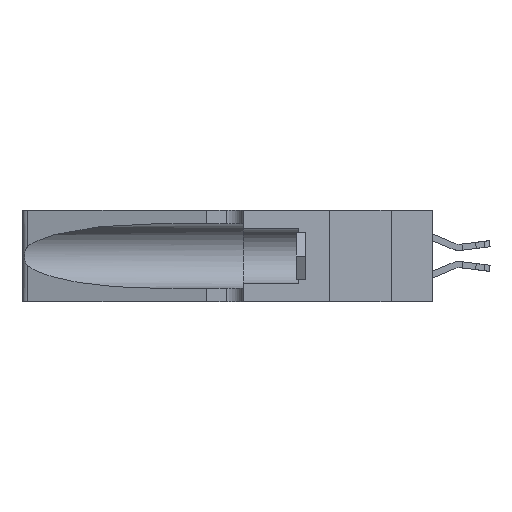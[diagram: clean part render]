
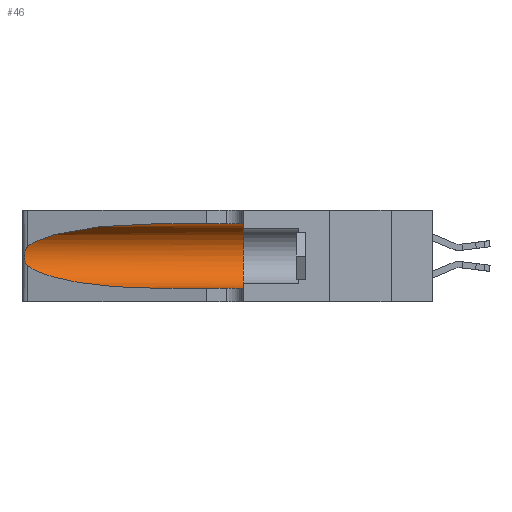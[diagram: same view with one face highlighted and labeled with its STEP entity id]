
A CAD part, left-side view. The second image highlights one B-rep face of the part: STEP entity #46.
In plain terms, the highlighted cylindrical face has radius 3.308 mm (diameter 6.617 mm), a partial arc.
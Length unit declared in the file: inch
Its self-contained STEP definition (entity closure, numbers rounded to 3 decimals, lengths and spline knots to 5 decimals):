
#46 = ADVANCED_FACE ( 'NONE', ( #20761 ), #3955, .F. ) ;
#82 = CARTESIAN_POINT ( 'NONE',  ( 0.25639, 1.23186, 0.15144 ) ) ;
#340 = CARTESIAN_POINT ( 'NONE',  ( 0.1305, 0.35, 0.185 ) ) ;
#375 = EDGE_LOOP ( 'NONE', ( #1634, #3752, #1619, #25417, #10797, #18989 ) ) ;
#472 =( BOUNDED_CURVE ( )  B_SPLINE_CURVE ( 3, ( #7824, #14128, #5654, #22397 ),
 .UNSPECIFIED., .F., .F. ) 
 B_SPLINE_CURVE_WITH_KNOTS ( ( 4, 4 ),
 ( 1.5708, 2.84003 ),
 .UNSPECIFIED. ) 
 CURVE ( )  GEOMETRIC_REPRESENTATION_ITEM ( )  RATIONAL_B_SPLINE_CURVE ( ( 1., 0.87, 0.87, 1. ) ) 
 REPRESENTATION_ITEM ( '' )  );
#1619 = ORIENTED_EDGE ( 'NONE', *, *, #14658, .T. ) ;
#1634 = ORIENTED_EDGE ( 'NONE', *, *, #6000, .T. ) ;
#1779 = LINE ( 'NONE', #23475, #12463 ) ;
#2140 = CARTESIAN_POINT ( 'NONE',  ( 0.25487, 1.22718, 0.22369 ) ) ;
#2228 = CARTESIAN_POINT ( 'NONE',  ( 0.25487, 1.22718, 0.14631 ) ) ;
#2476 = DIRECTION ( 'NONE',  ( 0., 0., 1. ) ) ;
#3252 = VERTEX_POINT ( 'NONE', #13678 ) ;
#3527 =( BOUNDED_CURVE ( )  B_SPLINE_CURVE ( 3, ( #12049, #7780, #16656, #3935 ),
 .UNSPECIFIED., .F., .F. ) 
 B_SPLINE_CURVE_WITH_KNOTS ( ( 4, 4 ),
 ( 3.44316, 4.71239 ),
 .UNSPECIFIED. ) 
 CURVE ( )  GEOMETRIC_REPRESENTATION_ITEM ( )  RATIONAL_B_SPLINE_CURVE ( ( 1., 0.87, 0.87, 1. ) ) 
 REPRESENTATION_ITEM ( '' )  );
#3752 = ORIENTED_EDGE ( 'NONE', *, *, #26265, .T. ) ;
#3935 = CARTESIAN_POINT ( 'NONE',  ( 0.1305, 0.72297, 0.05475 ) ) ;
#3955 = CYLINDRICAL_SURFACE ( 'NONE', #16570, 0.13025 ) ;
#4289 = CARTESIAN_POINT ( 'NONE',  ( 0.25639, 1.23184, 0.21858 ) ) ;
#5654 = CARTESIAN_POINT ( 'NONE',  ( 0.2373, 1.15595, 0.28018 ) ) ;
#6000 = EDGE_CURVE ( 'NONE', #15137, #9119, #472, .T. ) ;
#6046 = VERTEX_POINT ( 'NONE', #18489 ) ;
#6303 = VERTEX_POINT ( 'NONE', #25361 ) ;
#6444 = CARTESIAN_POINT ( 'NONE',  ( 0.25854, 1.2359, 0.20912 ) ) ;
#6511 = DIRECTION ( 'NONE',  ( 0., -1., 0. ) ) ;
#6667 = CARTESIAN_POINT ( 'NONE',  ( 0.1305, 1.61858, 0.185 ) ) ;
#7780 = CARTESIAN_POINT ( 'NONE',  ( 0.2373, 1.15595, 0.08982 ) ) ;
#7824 = CARTESIAN_POINT ( 'NONE',  ( 0.1305, 0.72297, 0.31525 ) ) ;
#8628 = CARTESIAN_POINT ( 'NONE',  ( 0.26075, 1.23896, 0.19203 ) ) ;
#9119 = VERTEX_POINT ( 'NONE', #11678 ) ;
#9860 = EDGE_CURVE ( 'NONE', #15137, #6303, #13361, .T. ) ;
#10760 = CARTESIAN_POINT ( 'NONE',  ( 0.26017, 1.23833, 0.17102 ) ) ;
#10797 = ORIENTED_EDGE ( 'NONE', *, *, #25078, .F. ) ;
#11144 = DIRECTION ( 'NONE',  ( 0., -1., 0. ) ) ;
#11678 = CARTESIAN_POINT ( 'NONE',  ( 0.25487, 1.22718, 0.22369 ) ) ;
#12049 = CARTESIAN_POINT ( 'NONE',  ( 0.25487, 1.22718, 0.14631 ) ) ;
#12463 = VECTOR ( 'NONE', #25566, 39.37008 ) ;
#12680 = VECTOR ( 'NONE', #11144, 39.37008 ) ;
#12780 = CARTESIAN_POINT ( 'NONE',  ( 0.25555, 1.22994, 0.2215 ) ) ;
#12882 = CARTESIAN_POINT ( 'NONE',  ( 0.25789, 1.23486, 0.15765 ) ) ;
#13150 = CIRCLE ( 'NONE', #21117, 0.13025 ) ;
#13361 = LINE ( 'NONE', #19451, #12680 ) ;
#13678 = CARTESIAN_POINT ( 'NONE',  ( 0.25487, 1.22718, 0.14631 ) ) ;
#13885 = CARTESIAN_POINT ( 'NONE',  ( 0.1305, 0.72297, 0.31525 ) ) ;
#14128 = CARTESIAN_POINT ( 'NONE',  ( 0.18966, 0.96281, 0.31525 ) ) ;
#14658 = EDGE_CURVE ( 'NONE', #3252, #6046, #3527, .T. ) ;
#14990 = CARTESIAN_POINT ( 'NONE',  ( 0.25555, 1.22993, 0.14849 ) ) ;
#15137 = VERTEX_POINT ( 'NONE', #13885 ) ;
#15245 = DIRECTION ( 'NONE',  ( 0., 1., 0. ) ) ;
#15563 = DIRECTION ( 'NONE',  ( 0., 0., -1. ) ) ;
#16570 = AXIS2_PLACEMENT_3D ( 'NONE', #6667, #6511, #15563 ) ;
#16656 = CARTESIAN_POINT ( 'NONE',  ( 0.18966, 0.96281, 0.05475 ) ) ;
#18489 = CARTESIAN_POINT ( 'NONE',  ( 0.1305, 0.72297, 0.05475 ) ) ;
#18989 = ORIENTED_EDGE ( 'NONE', *, *, #9860, .F. ) ;
#19080 = CARTESIAN_POINT ( 'NONE',  ( 0.25787, 1.23484, 0.2124 ) ) ;
#19215 = VERTEX_POINT ( 'NONE', #26896 ) ;
#19451 = CARTESIAN_POINT ( 'NONE',  ( 0.1305, 1.61858, 0.31525 ) ) ;
#20761 = FACE_OUTER_BOUND ( 'NONE', #375, .T. ) ;
#21117 = AXIS2_PLACEMENT_3D ( 'NONE', #340, #15245, #2476 ) ;
#21123 = CARTESIAN_POINT ( 'NONE',  ( 0.26018, 1.23835, 0.19895 ) ) ;
#22397 = CARTESIAN_POINT ( 'NONE',  ( 0.25487, 1.22718, 0.22369 ) ) ;
#23155 = CARTESIAN_POINT ( 'NONE',  ( 0.26075, 1.23896, 0.178 ) ) ;
#23475 = CARTESIAN_POINT ( 'NONE',  ( 0.1305, 1.61858, 0.05475 ) ) ;
#25078 = EDGE_CURVE ( 'NONE', #6303, #19215, #13150, .T. ) ;
#25093 = EDGE_CURVE ( 'NONE', #6046, #19215, #1779, .T. ) ;
#25233 = CARTESIAN_POINT ( 'NONE',  ( 0.25856, 1.23593, 0.16098 ) ) ;
#25361 = CARTESIAN_POINT ( 'NONE',  ( 0.1305, 0.35, 0.31525 ) ) ;
#25417 = ORIENTED_EDGE ( 'NONE', *, *, #25093, .T. ) ;
#25566 = DIRECTION ( 'NONE',  ( 0., -1., 0. ) ) ;
#26265 = EDGE_CURVE ( 'NONE', #9119, #3252, #26644, .T. ) ;
#26644 = B_SPLINE_CURVE_WITH_KNOTS ( 'NONE', 3,
 ( #2140, #12780, #4289, #19080, #6444, #21123, #8628, #23155, #10760, #25233, #12882, #82, #14990, #2228 ),
 .UNSPECIFIED., .F., .F.,
 ( 4, 2, 2, 2, 2, 2, 4 ),
 ( 0., 0.00027, 0.00053, 0.00107, 0.0016, 0.00187, 0.00214 ),
 .UNSPECIFIED. ) ;
#26896 = CARTESIAN_POINT ( 'NONE',  ( 0.1305, 0.35, 0.05475 ) ) ;
